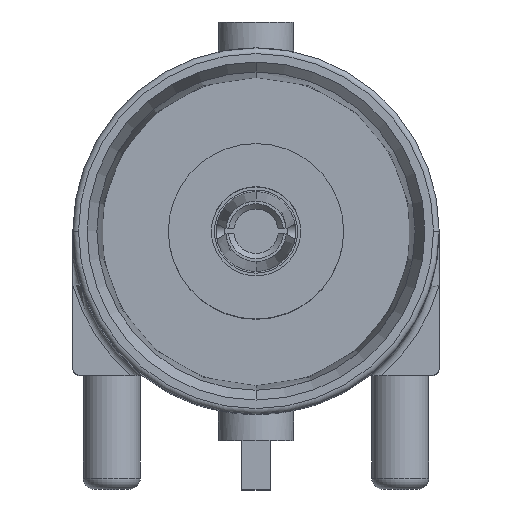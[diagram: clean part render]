
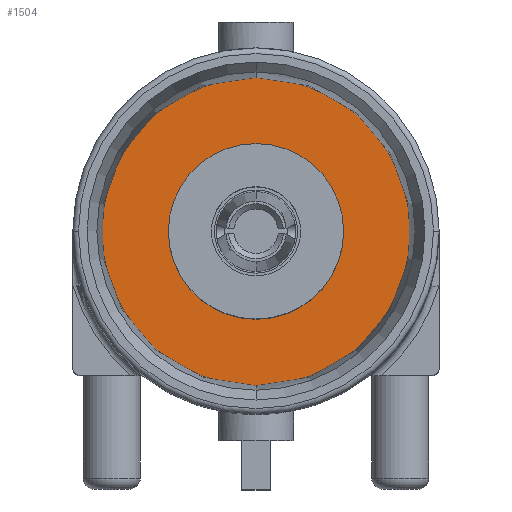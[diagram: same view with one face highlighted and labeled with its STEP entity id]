
A CAD part, top view. The second image highlights one B-rep face of the part: STEP entity #1504.
In plain terms, the highlighted planar face has unit normal (0, 0, 1).
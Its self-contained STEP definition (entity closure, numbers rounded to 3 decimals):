
#108=CARTESIAN_POINT('',(0.,0.632,4.368));
#109=DIRECTION('',(0.,0.,1.));
#110=DIRECTION('',(0.,1.,0.));
#111=AXIS2_PLACEMENT_3D('',#108,#109,#110);
#113=CARTESIAN_POINT('',(0.,0.632,4.368));
#114=DIRECTION('',(0.,0.,1.));
#115=DIRECTION('',(0.,-1.,0.));
#116=AXIS2_PLACEMENT_3D('',#113,#114,#115);
#118=CARTESIAN_POINT('',(0.,0.632,4.368));
#119=DIRECTION('',(0.,0.,-1.));
#120=DIRECTION('',(1.,0.,0.));
#121=AXIS2_PLACEMENT_3D('',#118,#119,#120);
#123=CARTESIAN_POINT('',(0.,0.632,4.368));
#124=DIRECTION('',(0.,0.,-1.));
#125=DIRECTION('',(-1.,0.,0.));
#126=AXIS2_PLACEMENT_3D('',#123,#124,#125);
#1193=CARTESIAN_POINT('',(0.,4.692,4.368));
#1194=CARTESIAN_POINT('',(0.,-3.428,4.368));
#1195=VERTEX_POINT('',#1193);
#1196=VERTEX_POINT('',#1194);
#1197=CARTESIAN_POINT('',(2.31,0.632,4.368));
#1198=CARTESIAN_POINT('',(-2.31,0.632,4.368));
#1199=VERTEX_POINT('',#1197);
#1200=VERTEX_POINT('',#1198);
#1489=CARTESIAN_POINT('',(0.,1.282,4.368));
#1490=DIRECTION('',(0.,0.,1.));
#1491=DIRECTION('',(0.,-1.,0.));
#1492=AXIS2_PLACEMENT_3D('',#1489,#1490,#1491);
#1493=PLANE('',#1492);
#1494=ORIENTED_EDGE('',*,*,#1469,.F.);
#1495=ORIENTED_EDGE('',*,*,#1484,.F.);
#1496=EDGE_LOOP('',(#1494,#1495));
#1497=FACE_OUTER_BOUND('',#1496,.F.);
#1499=ORIENTED_EDGE('',*,*,#1498,.F.);
#1501=ORIENTED_EDGE('',*,*,#1500,.F.);
#1502=EDGE_LOOP('',(#1499,#1501));
#1503=FACE_BOUND('',#1502,.F.);
#1504=ADVANCED_FACE('',(#1497,#1503),#1493,.T.);
#112=CIRCLE('',#111,4.06);
#117=CIRCLE('',#116,4.06);
#122=CIRCLE('',#121,2.31);
#127=CIRCLE('',#126,2.31);
#1469=EDGE_CURVE('',#1195,#1196,#112,.T.);
#1484=EDGE_CURVE('',#1196,#1195,#117,.T.);
#1498=EDGE_CURVE('',#1199,#1200,#122,.T.);
#1500=EDGE_CURVE('',#1200,#1199,#127,.T.);
